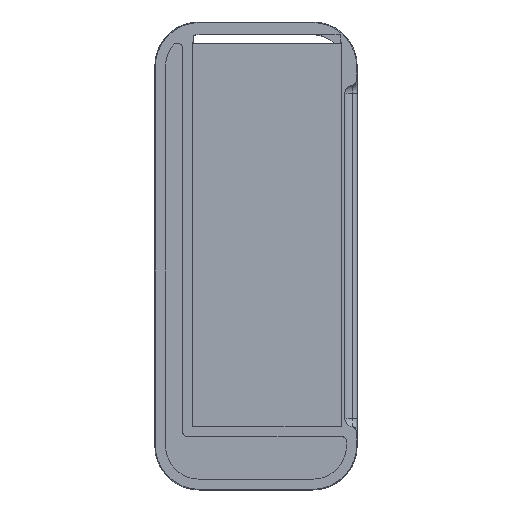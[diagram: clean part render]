
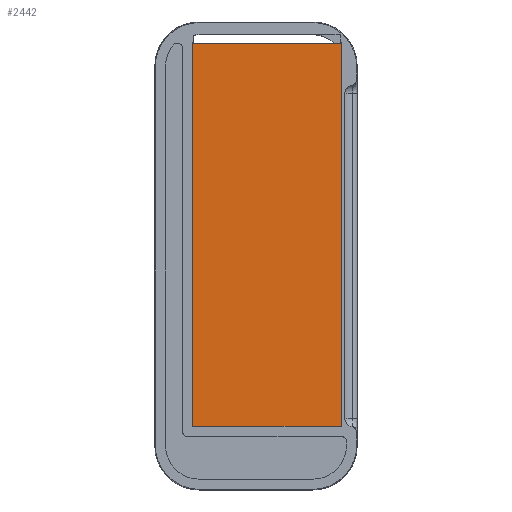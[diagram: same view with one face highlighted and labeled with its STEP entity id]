
A CAD part, top view. The second image highlights one B-rep face of the part: STEP entity #2442.
In plain terms, the highlighted planar face has unit normal (0, 0, 1).
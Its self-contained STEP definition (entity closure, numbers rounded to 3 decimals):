
#214=CARTESIAN_POINT('',(-28.537,16.808,0.109));
#215=VERTEX_POINT('',#214);
#224=CARTESIAN_POINT('',(-28.437,16.808,0.109));
#225=VERTEX_POINT('',#224);
#226=CARTESIAN_POINT('',(-28.537,16.808,0.109));
#227=DIRECTION('',(1.,0.,-0.));
#228=VECTOR('',#227,0.1);
#229=LINE('',#226,#228);
#230=EDGE_CURVE('',#215,#225,#229,.T.);
#2380=CARTESIAN_POINT('',(-0.869,0.,0.109));
#2381=DIRECTION('',(-0.,0.,-1.));
#2382=DIRECTION('',(-1.,0.,0.));
#2383=AXIS2_PLACEMENT_3D('',#2380,#2381,#2382);
#2384=PLANE('',#2383);
#2385=CARTESIAN_POINT('',(-40.037,16.708,0.109));
#2386=VERTEX_POINT('',#2385);
#2387=CARTESIAN_POINT('',(-28.537,16.708,0.109));
#2388=VERTEX_POINT('',#2387);
#2389=CARTESIAN_POINT('',(-40.037,16.708,0.109));
#2390=DIRECTION('',(1.,0.,-0.));
#2391=VECTOR('',#2390,11.5);
#2392=LINE('',#2389,#2391);
#2393=EDGE_CURVE('',#2386,#2388,#2392,.T.);
#2394=ORIENTED_EDGE('',*,*,#2393,.F.);
#2395=CARTESIAN_POINT('',(-40.037,16.808,0.109));
#2396=VERTEX_POINT('',#2395);
#2397=CARTESIAN_POINT('',(-40.037,16.708,0.109));
#2398=DIRECTION('',(0.,1.,0.));
#2399=VECTOR('',#2398,0.1);
#2400=LINE('',#2397,#2399);
#2401=EDGE_CURVE('',#2386,#2396,#2400,.T.);
#2402=ORIENTED_EDGE('',*,*,#2401,.T.);
#2403=CARTESIAN_POINT('',(-40.137,16.808,0.109));
#2404=VERTEX_POINT('',#2403);
#2405=CARTESIAN_POINT('',(-40.137,16.808,0.109));
#2406=DIRECTION('',(1.,0.,-0.));
#2407=VECTOR('',#2406,0.1);
#2408=LINE('',#2405,#2407);
#2409=EDGE_CURVE('',#2404,#2396,#2408,.T.);
#2410=ORIENTED_EDGE('',*,*,#2409,.F.);
#2411=CARTESIAN_POINT('',(-40.137,-13.392,0.109));
#2412=VERTEX_POINT('',#2411);
#2413=CARTESIAN_POINT('',(-40.137,-13.392,0.109));
#2414=DIRECTION('',(0.,1.,0.));
#2415=VECTOR('',#2414,30.2);
#2416=LINE('',#2413,#2415);
#2417=EDGE_CURVE('',#2412,#2404,#2416,.T.);
#2418=ORIENTED_EDGE('',*,*,#2417,.F.);
#2419=CARTESIAN_POINT('',(-28.437,-13.392,0.109));
#2420=VERTEX_POINT('',#2419);
#2421=CARTESIAN_POINT('',(-28.437,-13.392,0.109));
#2422=DIRECTION('',(-1.,0.,0.));
#2423=VECTOR('',#2422,11.7);
#2424=LINE('',#2421,#2423);
#2425=EDGE_CURVE('',#2420,#2412,#2424,.T.);
#2426=ORIENTED_EDGE('',*,*,#2425,.F.);
#2427=CARTESIAN_POINT('',(-28.437,16.808,0.109));
#2428=DIRECTION('',(0.,-1.,0.));
#2429=VECTOR('',#2428,30.2);
#2430=LINE('',#2427,#2429);
#2431=EDGE_CURVE('',#225,#2420,#2430,.T.);
#2432=ORIENTED_EDGE('',*,*,#2431,.F.);
#2433=ORIENTED_EDGE('',*,*,#230,.F.);
#2434=CARTESIAN_POINT('',(-28.537,16.708,0.109));
#2435=DIRECTION('',(0.,1.,0.));
#2436=VECTOR('',#2435,0.1);
#2437=LINE('',#2434,#2436);
#2438=EDGE_CURVE('',#2388,#215,#2437,.T.);
#2439=ORIENTED_EDGE('',*,*,#2438,.F.);
#2440=EDGE_LOOP('',(#2394,#2402,#2410,#2418,#2426,#2432,#2433,#2439));
#2441=FACE_BOUND('',#2440,.T.);
#2442=ADVANCED_FACE('',(#2441),#2384,.F.);
